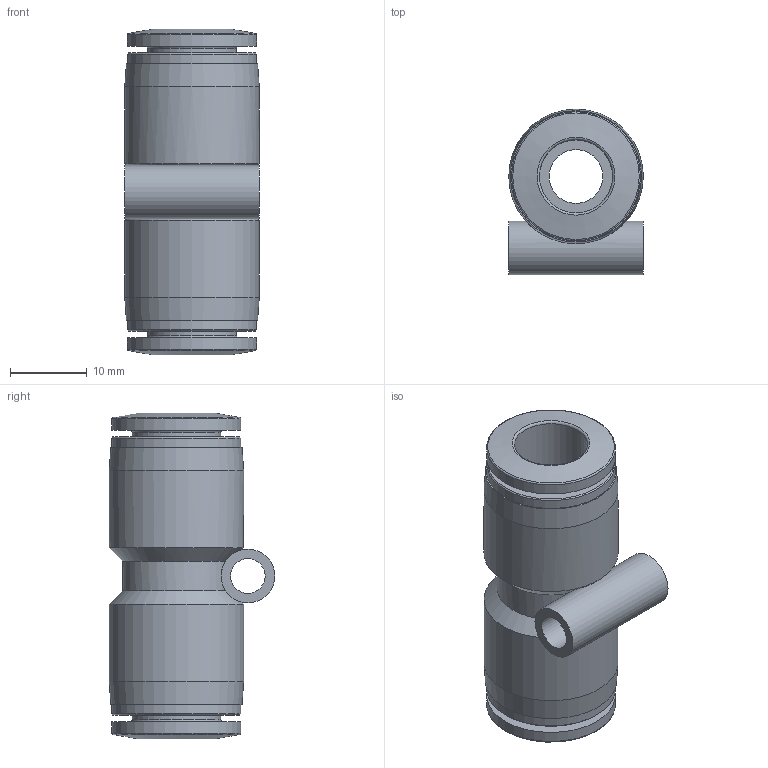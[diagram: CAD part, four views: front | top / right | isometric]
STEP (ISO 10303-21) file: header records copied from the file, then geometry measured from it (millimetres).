
FILE_DESCRIPTION(/* description */ ('STEP AP214'),/* implementation_level */ '2;1');
FILE_NAME(/* name */ '564758_QB-3_8T-U',/* time_stamp */ '2024-09-14T01:36:39+02:00',/* author */ ('License CC BY-ND 4.0'),/* organization */ ('CADENAS'),/* preprocessor_version */ 'ST-DEVELOPER v19.3',/* originating_system */ 'PARTsolutions',/* authorisation */ ' ');
FILE_SCHEMA (('AUTOMOTIVE_DESIGN {1 0 10303 214 3 1 1}'));
Length unit declared in the file: millimetre
Products named in the file (1): 564758 QB-3/8T-U
Bounding box: 17.5 x 21.55 x 42.4 mm (x, y, z)
Volume: 6617.3 mm3; surface area: 4865.5 mm2
Topology: 1 solids, 1 shells, 38 faces, 72 edges, 43 vertices
Faces by surface type: cylinder 14, plane 10, cone 8, torus 6
Full cylindrical faces by diameter (mm): 4.5 x1, 7 x2, 9.525 x2, 11.525 x2, 16.8 x4, 17.5 x2
Entity records: 1123 total; most frequent: CARTESIAN_POINT 161, DIRECTION 154, ORIENTED_EDGE 84, AXIS2_PLACEMENT_3D 77, EDGE_LOOP 76, FACE_BOUND 76, EDGE_CURVE 42, VERTEX_POINT 40
